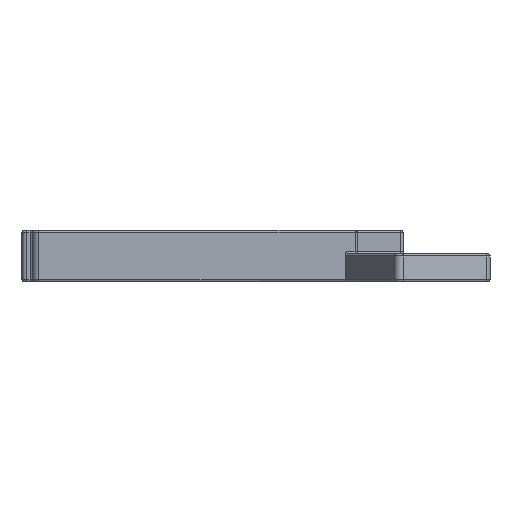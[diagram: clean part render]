
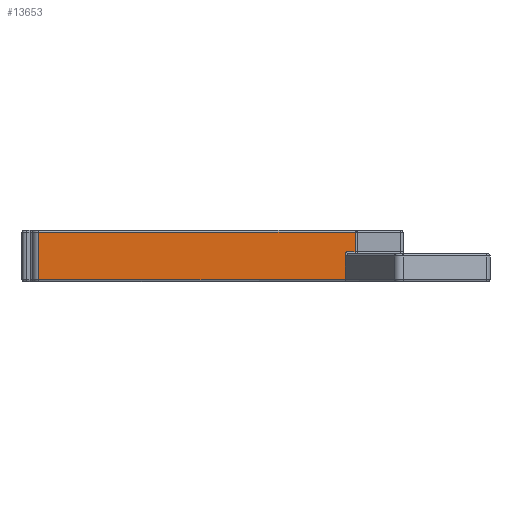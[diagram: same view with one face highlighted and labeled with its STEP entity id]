
A CAD part, left-side view. The second image highlights one B-rep face of the part: STEP entity #13653.
In plain terms, the highlighted planar face has unit normal (-1, 0, 0).
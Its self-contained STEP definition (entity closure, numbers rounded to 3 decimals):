
#246=B_SPLINE_CURVE_WITH_KNOTS('',3,(#22735,#22736,#22737,#22738,#22739,
#22740,#22741,#22742,#22743,#22744),.UNSPECIFIED.,.F.,.F.,(4,2,2,2,4),(0.,
0.,0.024,0.048,0.075),
 .UNSPECIFIED.);
#1784=FACE_OUTER_BOUND('',#2702,.T.);
#2702=EDGE_LOOP('',(#10342,#10343,#10344,#10345,#10346,#10347,#10348));
#3636=LINE('',#21576,#4799);
#3871=LINE('',#22749,#5034);
#3878=LINE('',#22807,#5041);
#3881=LINE('',#22823,#5044);
#3884=LINE('',#22890,#5047);
#3885=LINE('',#22891,#5048);
#4799=VECTOR('',#16752,10.);
#5034=VECTOR('',#17667,10.);
#5041=VECTOR('',#17704,10.);
#5044=VECTOR('',#17727,10.);
#5047=VECTOR('',#17754,10.);
#5048=VECTOR('',#17755,10.);
#6087=VERTEX_POINT('',#21566);
#6089=VERTEX_POINT('',#21572);
#6440=VERTEX_POINT('',#22733);
#6441=VERTEX_POINT('',#22734);
#6442=VERTEX_POINT('',#22748);
#6449=VERTEX_POINT('',#22822);
#6451=VERTEX_POINT('',#22889);
#7362=EDGE_CURVE('',#6087,#6089,#3636,.T.);
#7838=EDGE_CURVE('',#6440,#6441,#246,.F.);
#7841=EDGE_CURVE('',#6442,#6440,#3871,.T.);
#7857=EDGE_CURVE('',#6089,#6442,#3878,.T.);
#7864=EDGE_CURVE('',#6449,#6087,#3881,.T.);
#7873=EDGE_CURVE('',#6441,#6451,#3884,.T.);
#7874=EDGE_CURVE('',#6451,#6449,#3885,.T.);
#10342=ORIENTED_EDGE('',*,*,#7362,.T.);
#10343=ORIENTED_EDGE('',*,*,#7857,.T.);
#10344=ORIENTED_EDGE('',*,*,#7841,.T.);
#10345=ORIENTED_EDGE('',*,*,#7838,.T.);
#10346=ORIENTED_EDGE('',*,*,#7873,.T.);
#10347=ORIENTED_EDGE('',*,*,#7874,.T.);
#10348=ORIENTED_EDGE('',*,*,#7864,.T.);
#13232=PLANE('',#14936);
#13653=ADVANCED_FACE('',(#1784),#13232,.T.);
#14936=AXIS2_PLACEMENT_3D('',#22888,#17752,#17753);
#16752=DIRECTION('',(0.,0.,-1.));
#17667=DIRECTION('',(0.,0.,1.));
#17704=DIRECTION('',(0.,-1.,0.));
#17727=DIRECTION('',(0.,1.,0.));
#17752=DIRECTION('center_axis',(-1.,0.,0.));
#17753=DIRECTION('ref_axis',(0.,1.,0.));
#17754=DIRECTION('',(0.,-1.,0.));
#17755=DIRECTION('',(0.,0.,1.));
#21566=CARTESIAN_POINT('',(105.5,37.325,9.5));
#21572=CARTESIAN_POINT('',(105.5,37.325,-1.5));
#21576=CARTESIAN_POINT('',(105.5,37.325,5.));
#22733=CARTESIAN_POINT('',(105.5,-34.311,4.339));
#22734=CARTESIAN_POINT('',(105.5,-34.6,5.));
#22735=CARTESIAN_POINT('Ctrl Pts',(105.5,-34.6,5.));
#22736=CARTESIAN_POINT('Ctrl Pts',(105.5,-34.599,4.999));
#22737=CARTESIAN_POINT('Ctrl Pts',(105.5,-34.599,4.998));
#22738=CARTESIAN_POINT('Ctrl Pts',(105.5,-34.542,4.941));
#22739=CARTESIAN_POINT('Ctrl Pts',(105.5,-34.492,4.881));
#22740=CARTESIAN_POINT('Ctrl Pts',(105.5,-34.408,4.746));
#22741=CARTESIAN_POINT('Ctrl Pts',(105.5,-34.375,4.673));
#22742=CARTESIAN_POINT('Ctrl Pts',(105.5,-34.325,4.513));
#22743=CARTESIAN_POINT('Ctrl Pts',(105.5,-34.311,4.426));
#22744=CARTESIAN_POINT('Ctrl Pts',(105.5,-34.311,4.339));
#22748=CARTESIAN_POINT('',(105.5,-34.311,-1.5));
#22749=CARTESIAN_POINT('',(105.5,-34.311,0.));
#22807=CARTESIAN_POINT('',(105.5,-40.457,-1.5));
#22822=CARTESIAN_POINT('',(105.5,-36.621,9.5));
#22823=CARTESIAN_POINT('',(105.5,-25.807,9.5));
#22888=CARTESIAN_POINT('Origin',(105.5,-38.064,10.));
#22889=CARTESIAN_POINT('',(105.5,-36.621,5.));
#22890=CARTESIAN_POINT('',(105.5,-25.807,5.));
#22891=CARTESIAN_POINT('',(105.5,-36.621,9.));
